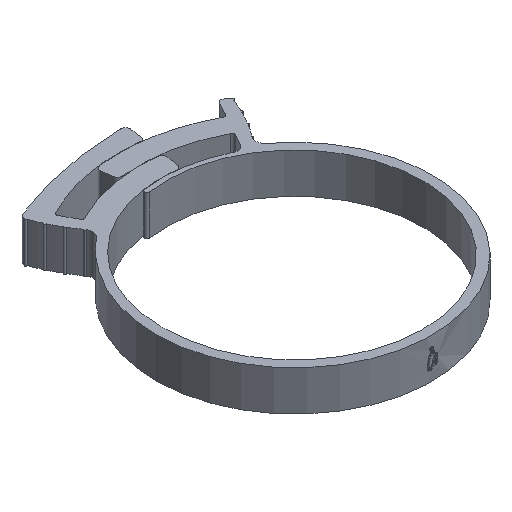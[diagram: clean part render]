
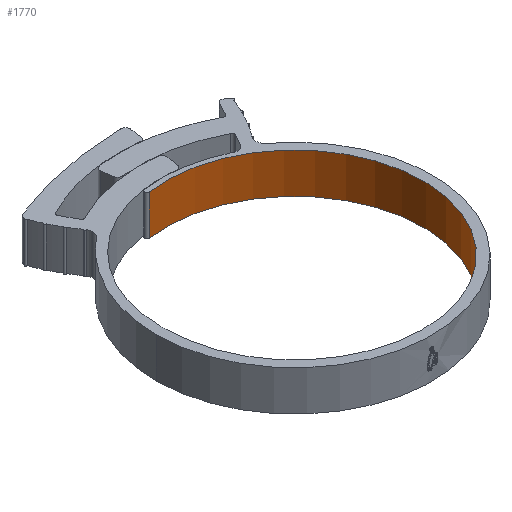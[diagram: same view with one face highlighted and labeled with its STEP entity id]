
A CAD part, isometric view. The second image highlights one B-rep face of the part: STEP entity #1770.
In plain terms, the highlighted cylindrical face has radius 28.2 mm (diameter 56.4 mm), a partial arc.
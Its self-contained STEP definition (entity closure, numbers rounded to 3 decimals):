
#347 = DIRECTION ( 'NONE',  ( -1., 0., 0. ) ) ;
#380 = DIRECTION ( 'NONE',  ( 0., 0., -1. ) ) ;
#671 = LINE ( 'NONE', #3737, #4851 ) ;
#754 = ORIENTED_EDGE ( 'NONE', *, *, #2749, .F. ) ;
#905 = EDGE_CURVE ( 'NONE', #2871, #981, #2252, .T. ) ;
#981 = VERTEX_POINT ( 'NONE', #4075 ) ;
#1017 = VERTEX_POINT ( 'NONE', #1446 ) ;
#1193 = EDGE_CURVE ( 'NONE', #1960, #1017, #671, .T. ) ;
#1426 = CARTESIAN_POINT ( 'NONE',  ( -28.2, 0., 4.4 ) ) ;
#1446 = CARTESIAN_POINT ( 'NONE',  ( -3.95, 27.922, -4.4 ) ) ;
#1472 = DIRECTION ( 'NONE',  ( -1., 0., 0. ) ) ;
#1503 = CARTESIAN_POINT ( 'NONE',  ( 0., 0., 4.4 ) ) ;
#1743 = DIRECTION ( 'NONE',  ( 0., 0., -1. ) ) ;
#1744 = AXIS2_PLACEMENT_3D ( 'NONE', #5014, #380, #347 ) ;
#1770 = ADVANCED_FACE ( 'NONE', ( #1976 ), #1915, .F. ) ;
#1915 = CYLINDRICAL_SURFACE ( 'NONE', #1744, 28.2 ) ;
#1956 = CARTESIAN_POINT ( 'NONE',  ( 0., 0., -4.4 ) ) ;
#1960 = VERTEX_POINT ( 'NONE', #5215 ) ;
#1976 = FACE_OUTER_BOUND ( 'NONE', #5156, .T. ) ;
#2252 = LINE ( 'NONE', #3375, #3360 ) ;
#2278 = AXIS2_PLACEMENT_3D ( 'NONE', #1956, #3514, #5548 ) ;
#2413 = EDGE_CURVE ( 'NONE', #1017, #981, #5196, .T. ) ;
#2492 = ORIENTED_EDGE ( 'NONE', *, *, #905, .F. ) ;
#2749 = EDGE_CURVE ( 'NONE', #1960, #2871, #4977, .T. ) ;
#2871 = VERTEX_POINT ( 'NONE', #1426 ) ;
#3360 = VECTOR ( 'NONE', #6321, 1000. ) ;
#3375 = CARTESIAN_POINT ( 'NONE',  ( -28.2, 0., 4.4 ) ) ;
#3514 = DIRECTION ( 'NONE',  ( 0., 0., -1. ) ) ;
#3535 = DIRECTION ( 'NONE',  ( 0., 0., -1. ) ) ;
#3737 = CARTESIAN_POINT ( 'NONE',  ( -3.95, 27.922, 4.4 ) ) ;
#4075 = CARTESIAN_POINT ( 'NONE',  ( -28.2, 0., -4.4 ) ) ;
#4851 = VECTOR ( 'NONE', #1743, 1000. ) ;
#4977 = CIRCLE ( 'NONE', #6114, 28.2 ) ;
#5014 = CARTESIAN_POINT ( 'NONE',  ( 0., 0., 4.4 ) ) ;
#5087 = ORIENTED_EDGE ( 'NONE', *, *, #2413, .T. ) ;
#5156 = EDGE_LOOP ( 'NONE', ( #5087, #2492, #754, #5302 ) ) ;
#5196 = CIRCLE ( 'NONE', #2278, 28.2 ) ;
#5215 = CARTESIAN_POINT ( 'NONE',  ( -3.95, 27.922, 4.4 ) ) ;
#5302 = ORIENTED_EDGE ( 'NONE', *, *, #1193, .T. ) ;
#5548 = DIRECTION ( 'NONE',  ( -1., 0., 0. ) ) ;
#6114 = AXIS2_PLACEMENT_3D ( 'NONE', #1503, #3535, #1472 ) ;
#6321 = DIRECTION ( 'NONE',  ( 0., 0., -1. ) ) ;
